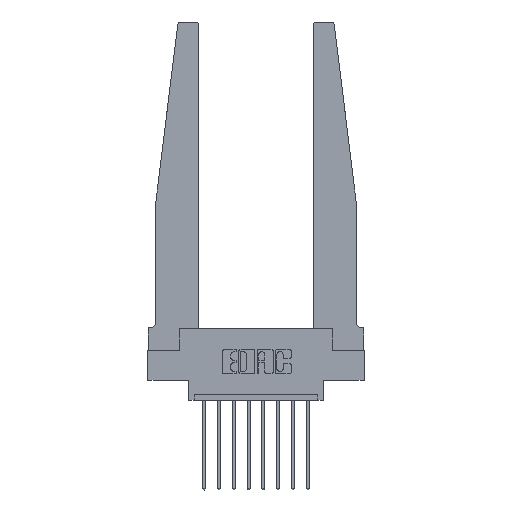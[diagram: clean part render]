
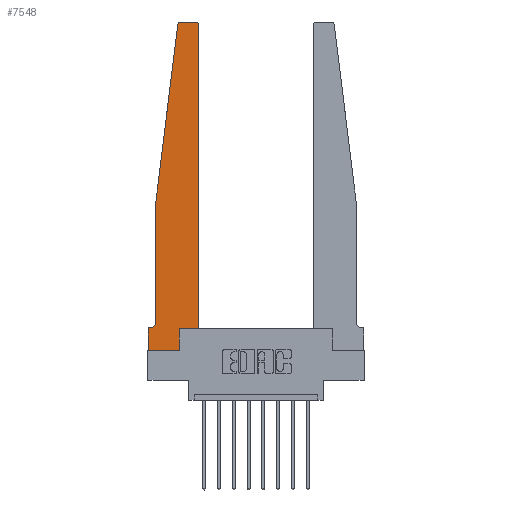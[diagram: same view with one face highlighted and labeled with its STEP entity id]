
A CAD part, top view. The second image highlights one B-rep face of the part: STEP entity #7548.
In plain terms, the highlighted planar face has unit normal (0, 0, 1).
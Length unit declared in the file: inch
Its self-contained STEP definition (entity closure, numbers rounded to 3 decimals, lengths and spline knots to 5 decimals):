
#49 = CARTESIAN_POINT ( 'NONE',  ( 0.2605, 0., 0.37 ) ) ;
#56 = DIRECTION ( 'NONE',  ( 0., 1., 0. ) ) ;
#331 = CARTESIAN_POINT ( 'NONE',  ( 0.015, 0.2375, 0.37 ) ) ;
#422 = EDGE_CURVE ( 'NONE', #7998, #604, #3953, .T. ) ;
#440 = DIRECTION ( 'NONE',  ( 0., -1., 0. ) ) ;
#509 = EDGE_CURVE ( 'NONE', #8598, #2722, #7298, .T. ) ;
#516 = VERTEX_POINT ( 'NONE', #8201 ) ;
#604 = VERTEX_POINT ( 'NONE', #2867 ) ;
#744 = CARTESIAN_POINT ( 'NONE',  ( 0.425, 0.18, 0.37 ) ) ;
#1533 = ORIENTED_EDGE ( 'NONE', *, *, #7215, .T. ) ;
#1543 = AXIS2_PLACEMENT_3D ( 'NONE', #4881, #9243, #12663 ) ;
#1793 = CARTESIAN_POINT ( 'NONE',  ( 0.065, 1.25, 0.37 ) ) ;
#1940 = ORIENTED_EDGE ( 'NONE', *, *, #13932, .T. ) ;
#1980 = ORIENTED_EDGE ( 'NONE', *, *, #10040, .T. ) ;
#2126 = VECTOR ( 'NONE', #440, 39.37008 ) ;
#2168 = CARTESIAN_POINT ( 'NONE',  ( 0.065, 0.1875, 0.37 ) ) ;
#2220 = DIRECTION ( 'NONE',  ( 0., 0., 1. ) ) ;
#2244 = CARTESIAN_POINT ( 'NONE',  ( 0.425, 2.72, 0.37 ) ) ;
#2303 = VERTEX_POINT ( 'NONE', #6366 ) ;
#2354 = CARTESIAN_POINT ( 'NONE',  ( 0., 0.1875, 0.37 ) ) ;
#2368 = LINE ( 'NONE', #10983, #8313 ) ;
#2443 = VECTOR ( 'NONE', #8467, 39.37008 ) ;
#2458 = EDGE_CURVE ( 'NONE', #516, #3385, #13873, .T. ) ;
#2665 = CARTESIAN_POINT ( 'NONE',  ( 0., 0., 0.37 ) ) ;
#2722 = VERTEX_POINT ( 'NONE', #11866 ) ;
#2867 = CARTESIAN_POINT ( 'NONE',  ( 0.395, 2.75, 0.37 ) ) ;
#3009 = DIRECTION ( 'NONE',  ( -0.122, -0.992, 0. ) ) ;
#3165 = CARTESIAN_POINT ( 'NONE',  ( 0.425, 0.18, 0.37 ) ) ;
#3241 = ORIENTED_EDGE ( 'NONE', *, *, #7196, .T. ) ;
#3385 = VERTEX_POINT ( 'NONE', #11404 ) ;
#3430 = EDGE_CURVE ( 'NONE', #2303, #11080, #7904, .T. ) ;
#3431 = ORIENTED_EDGE ( 'NONE', *, *, #12344, .T. ) ;
#3953 = CIRCLE ( 'NONE', #1543, 0.03 ) ;
#4139 = CARTESIAN_POINT ( 'NONE',  ( 0.25, 2.75, 0.37 ) ) ;
#4267 = LINE ( 'NONE', #2665, #2126 ) ;
#4722 = CARTESIAN_POINT ( 'NONE',  ( 0.065, 1.25, 0.37 ) ) ;
#4881 = CARTESIAN_POINT ( 'NONE',  ( 0.395, 2.72, 0.37 ) ) ;
#4897 = LINE ( 'NONE', #4722, #9743 ) ;
#5155 = EDGE_CURVE ( 'NONE', #604, #2303, #7707, .T. ) ;
#5256 = EDGE_CURVE ( 'NONE', #3385, #7998, #10645, .T. ) ;
#5405 = LINE ( 'NONE', #2168, #8045 ) ;
#5595 = CARTESIAN_POINT ( 'NONE',  ( 0.24675, 2.72367, 0.37 ) ) ;
#5972 = VERTEX_POINT ( 'NONE', #11869 ) ;
#6264 = ORIENTED_EDGE ( 'NONE', *, *, #3430, .T. ) ;
#6366 = CARTESIAN_POINT ( 'NONE',  ( 0.27653, 2.75, 0.37 ) ) ;
#6900 = EDGE_CURVE ( 'NONE', #7371, #8598, #4897, .T. ) ;
#6998 = DIRECTION ( 'NONE',  ( 0., 0., 1. ) ) ;
#7067 = DIRECTION ( 'NONE',  ( -1., 0., 0. ) ) ;
#7181 = AXIS2_PLACEMENT_3D ( 'NONE', #7819, #2220, #9988 ) ;
#7196 = EDGE_CURVE ( 'NONE', #12902, #516, #14303, .T. ) ;
#7215 = EDGE_CURVE ( 'NONE', #2722, #11981, #5405, .T. ) ;
#7225 = ORIENTED_EDGE ( 'NONE', *, *, #5256, .T. ) ;
#7271 = ORIENTED_EDGE ( 'NONE', *, *, #6900, .T. ) ;
#7298 = CIRCLE ( 'NONE', #10997, 0.05 ) ;
#7371 = VERTEX_POINT ( 'NONE', #8384 ) ;
#7548 = ADVANCED_FACE ( 'NONE', ( #10618 ), #8922, .T. ) ;
#7707 = LINE ( 'NONE', #4139, #11013 ) ;
#7819 = CARTESIAN_POINT ( 'NONE',  ( 0., 0.1875, 0.37 ) ) ;
#7904 = CIRCLE ( 'NONE', #11957, 0.03 ) ;
#7998 = VERTEX_POINT ( 'NONE', #2244 ) ;
#8045 = VECTOR ( 'NONE', #9997, 39.37008 ) ;
#8201 = CARTESIAN_POINT ( 'NONE',  ( 0.2605, 0.18, 0.37 ) ) ;
#8313 = VECTOR ( 'NONE', #8637, 39.37008 ) ;
#8384 = CARTESIAN_POINT ( 'NONE',  ( 0.065, 1.25, 0.37 ) ) ;
#8467 = DIRECTION ( 'NONE',  ( 0., 1., 0. ) ) ;
#8598 = VERTEX_POINT ( 'NONE', #12252 ) ;
#8637 = DIRECTION ( 'NONE',  ( 1., 0., 0. ) ) ;
#8922 = PLANE ( 'NONE',  #7181 ) ;
#9113 = DIRECTION ( 'NONE',  ( 1., 0., 0. ) ) ;
#9243 = DIRECTION ( 'NONE',  ( 0., 0., 1. ) ) ;
#9296 = ORIENTED_EDGE ( 'NONE', *, *, #422, .T. ) ;
#9559 = ORIENTED_EDGE ( 'NONE', *, *, #509, .T. ) ;
#9743 = VECTOR ( 'NONE', #13638, 39.37008 ) ;
#9988 = DIRECTION ( 'NONE',  ( 1., 0., 0. ) ) ;
#9997 = DIRECTION ( 'NONE',  ( -1., 0., 0. ) ) ;
#10040 = EDGE_CURVE ( 'NONE', #11981, #5972, #4267, .T. ) ;
#10528 = VECTOR ( 'NONE', #3009, 39.37008 ) ;
#10618 = FACE_OUTER_BOUND ( 'NONE', #13715, .T. ) ;
#10619 = ORIENTED_EDGE ( 'NONE', *, *, #2458, .T. ) ;
#10645 = LINE ( 'NONE', #744, #2443 ) ;
#10906 = ORIENTED_EDGE ( 'NONE', *, *, #5155, .T. ) ;
#10983 = CARTESIAN_POINT ( 'NONE',  ( 0., 0., 0.37 ) ) ;
#10986 = DIRECTION ( 'NONE',  ( 1., 0., 0. ) ) ;
#10997 = AXIS2_PLACEMENT_3D ( 'NONE', #331, #11493, #7067 ) ;
#11013 = VECTOR ( 'NONE', #11976, 39.37008 ) ;
#11080 = VERTEX_POINT ( 'NONE', #5595 ) ;
#11337 = VECTOR ( 'NONE', #56, 39.37008 ) ;
#11404 = CARTESIAN_POINT ( 'NONE',  ( 0.425, 0.18, 0.37 ) ) ;
#11493 = DIRECTION ( 'NONE',  ( 0., 0., -1. ) ) ;
#11866 = CARTESIAN_POINT ( 'NONE',  ( 0.015, 0.1875, 0.37 ) ) ;
#11869 = CARTESIAN_POINT ( 'NONE',  ( 0., 0., 0.37 ) ) ;
#11957 = AXIS2_PLACEMENT_3D ( 'NONE', #12552, #6998, #9113 ) ;
#11976 = DIRECTION ( 'NONE',  ( -1., 0., 0. ) ) ;
#11981 = VERTEX_POINT ( 'NONE', #2354 ) ;
#12239 = CARTESIAN_POINT ( 'NONE',  ( 0.2605, 0.18, 0.37 ) ) ;
#12252 = CARTESIAN_POINT ( 'NONE',  ( 0.065, 0.2375, 0.37 ) ) ;
#12344 = EDGE_CURVE ( 'NONE', #5972, #12902, #2368, .T. ) ;
#12552 = CARTESIAN_POINT ( 'NONE',  ( 0.27653, 2.72, 0.37 ) ) ;
#12663 = DIRECTION ( 'NONE',  ( 1., 0., 0. ) ) ;
#12902 = VERTEX_POINT ( 'NONE', #49 ) ;
#13338 = VECTOR ( 'NONE', #10986, 39.37008 ) ;
#13638 = DIRECTION ( 'NONE',  ( 0., -1., 0. ) ) ;
#13682 = LINE ( 'NONE', #1793, #10528 ) ;
#13715 = EDGE_LOOP ( 'NONE', ( #10906, #6264, #1940, #7271, #9559, #1533, #1980, #3431, #3241, #10619, #7225, #9296 ) ) ;
#13873 = LINE ( 'NONE', #3165, #13338 ) ;
#13932 = EDGE_CURVE ( 'NONE', #11080, #7371, #13682, .T. ) ;
#14303 = LINE ( 'NONE', #12239, #11337 ) ;
